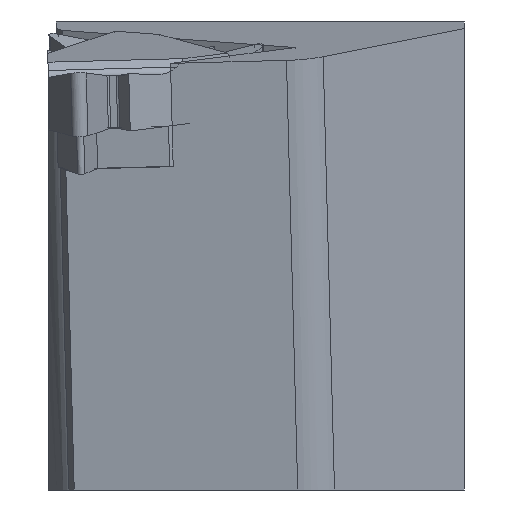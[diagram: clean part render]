
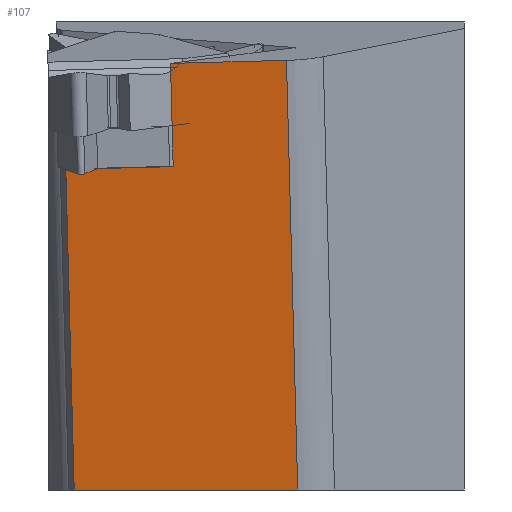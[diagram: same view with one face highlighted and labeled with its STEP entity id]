
A CAD part, left-side view. The second image highlights one B-rep face of the part: STEP entity #107.
In plain terms, the highlighted planar face has unit normal (-0.985, -0.004, -0.174).
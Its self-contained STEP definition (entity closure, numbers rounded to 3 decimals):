
#107=ADVANCED_FACE('',(#226),#173,.F.);
#173=PLANE('',#1347);
#226=FACE_OUTER_BOUND('',#294,.T.);
#294=EDGE_LOOP('',(#457,#458,#459,#460,#461,#462,#463));
#457=ORIENTED_EDGE('',*,*,#911,.F.);
#458=ORIENTED_EDGE('',*,*,#899,.F.);
#459=ORIENTED_EDGE('',*,*,#907,.T.);
#460=ORIENTED_EDGE('',*,*,#910,.T.);
#461=ORIENTED_EDGE('',*,*,#879,.T.);
#462=ORIENTED_EDGE('',*,*,#866,.T.);
#463=ORIENTED_EDGE('',*,*,#912,.T.);
#744=VERTEX_POINT('',#1819);
#745=VERTEX_POINT('',#1821);
#756=VERTEX_POINT('',#1851);
#769=VERTEX_POINT('',#1885);
#770=VERTEX_POINT('',#1887);
#774=VERTEX_POINT('',#1902);
#775=VERTEX_POINT('',#1913);
#866=EDGE_CURVE('',#745,#744,#1049,.T.);
#879=EDGE_CURVE('',#756,#745,#1061,.T.);
#899=EDGE_CURVE('',#770,#769,#1075,.T.);
#907=EDGE_CURVE('',#770,#774,#1082,.T.);
#910=EDGE_CURVE('',#774,#756,#1085,.T.);
#911=EDGE_CURVE('',#769,#775,#1086,.T.);
#912=EDGE_CURVE('',#744,#775,#1087,.T.);
#1049=LINE('',#1820,#1191);
#1061=LINE('',#1850,#1203);
#1075=LINE('',#1888,#1217);
#1082=LINE('',#1903,#1224);
#1085=LINE('',#1910,#1227);
#1086=LINE('',#1912,#1228);
#1087=LINE('',#1914,#1229);
#1191=VECTOR('',#1451,1.);
#1203=VECTOR('',#1469,1.);
#1217=VECTOR('',#1501,1.);
#1224=VECTOR('',#1516,1.);
#1227=VECTOR('',#1527,1.);
#1228=VECTOR('',#1530,1.);
#1229=VECTOR('',#1531,1.);
#1347=AXIS2_PLACEMENT_3D('',#1915,#1532,#1533);
#1451=DIRECTION('',(0.174,-0.026,-0.984));
#1469=DIRECTION('',(0.,1.,-0.026));
#1501=DIRECTION('',(-0.174,0.026,0.984));
#1516=DIRECTION('',(0.005,-1.,0.));
#1527=DIRECTION('',(-0.174,0.026,0.984));
#1530=DIRECTION('',(0.,-1.,0.026));
#1531=DIRECTION('',(0.174,-0.026,-0.984));
#1532=DIRECTION('',(0.985,0.005,0.174));
#1533=DIRECTION('',(0.174,0.,-0.985));
#1819=CARTESIAN_POINT('',(5.909,68.099,-4.965));
#1820=CARTESIAN_POINT('',(3.464,68.462,8.898));
#1821=CARTESIAN_POINT('',(4.853,68.256,1.02));
#1850=CARTESIAN_POINT('',(4.853,80.019,0.712));
#1851=CARTESIAN_POINT('',(4.853,57.105,1.312));
#1885=CARTESIAN_POINT('',(6.598,78.322,-9.144));
#1887=CARTESIAN_POINT('',(12.041,77.514,-40.));
#1888=CARTESIAN_POINT('',(-73.058,90.148,442.457));
#1902=CARTESIAN_POINT('',(12.14,56.024,-40.));
#1903=CARTESIAN_POINT('',(12.029,80.056,-40.));
#1910=CARTESIAN_POINT('',(-73.058,68.672,443.02));
#1912=CARTESIAN_POINT('',(6.598,56.846,-8.581));
#1913=CARTESIAN_POINT('',(6.598,67.997,-8.873));
#1914=CARTESIAN_POINT('',(3.464,68.462,8.898));
#1915=CARTESIAN_POINT('',(-73.058,68.672,443.02));
